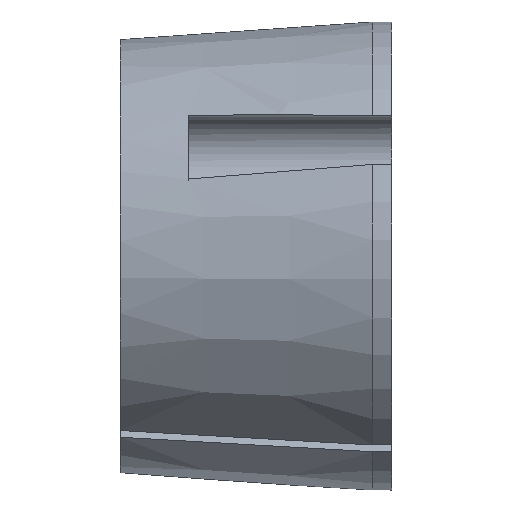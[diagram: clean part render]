
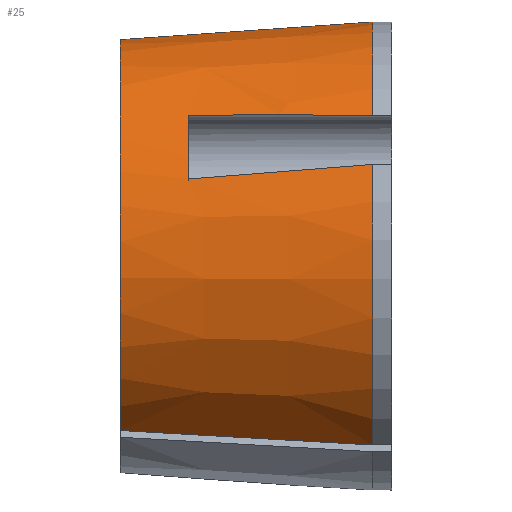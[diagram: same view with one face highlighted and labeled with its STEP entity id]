
A CAD part, front view. The second image highlights one B-rep face of the part: STEP entity #25.
In plain terms, the highlighted conical face has half-angle 4 degrees and reference radius 19.19 mm.
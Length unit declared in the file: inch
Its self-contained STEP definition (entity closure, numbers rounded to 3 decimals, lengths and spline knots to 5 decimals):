
#25 = ADVANCED_FACE ( 'NONE', ( #138 ), #93, .T. ) ;
#37 = CARTESIAN_POINT ( 'NONE',  ( -0.06125, -0.69489, 0.29649 ) ) ;
#42 = CIRCLE ( 'NONE', #104, 0.7555 ) ;
#65 = CARTESIAN_POINT ( 'NONE',  ( -0.06125, -0.60421, 0.45355 ) ) ;
#79 = CARTESIAN_POINT ( 'NONE',  ( -0.06125, 0., 0. ) ) ;
#83 = DIRECTION ( 'NONE',  ( 0., 0., 1. ) ) ;
#93 = CONICAL_SURFACE ( 'NONE', #616, 0.7555, 0.07 ) ;
#104 = AXIS2_PLACEMENT_3D ( 'NONE', #805, #733, #714 ) ;
#118 = CARTESIAN_POINT ( 'NONE',  ( -0.875, -0.41602, -0.56121 ) ) ;
#138 = FACE_OUTER_BOUND ( 'NONE', #430, .T. ) ;
#142 = CARTESIAN_POINT ( 'NONE',  ( -0.36126, -0.57504, 0.457 ) ) ;
#145 = B_SPLINE_CURVE_WITH_KNOTS ( 'NONE', 3,
 ( #869, #791, #259, #953, #470, #37 ),
 .UNSPECIFIED., .F., .F.,
 ( 4, 2, 4 ),
 ( 0., 0.00759, 0.01518 ),
 .UNSPECIFIED. ) ;
#147 = EDGE_CURVE ( 'NONE', #623, #905, #42, .T. ) ;
#152 = CARTESIAN_POINT ( 'NONE',  ( -0.875, 0., 0. ) ) ;
#158 = B_SPLINE_CURVE_WITH_KNOTS ( 'NONE', 3,
 ( #65, #293, #582, #142 ),
 .UNSPECIFIED., .F., .F.,
 ( 4, 4 ),
 ( 0., 0.00766 ),
 .UNSPECIFIED. ) ;
#171 = DIRECTION ( 'NONE',  ( 1., 0., 0. ) ) ;
#189 = CARTESIAN_POINT ( 'NONE',  ( -0.06125, 0., 0.7555 ) ) ;
#202 = CIRCLE ( 'NONE', #935, 0.7555 ) ;
#227 = DIRECTION ( 'NONE',  ( 0., 0., 1. ) ) ;
#259 = CARTESIAN_POINT ( 'NONE',  ( -0.45773, -0.67899, 0.26202 ) ) ;
#261 = DIRECTION ( 'NONE',  ( -1., 0., 0. ) ) ;
#288 = DIRECTION ( 'NONE',  ( 1., 0., 0. ) ) ;
#293 = CARTESIAN_POINT ( 'NONE',  ( -0.16115, -0.59356, 0.45611 ) ) ;
#325 = CARTESIAN_POINT ( 'NONE',  ( -0.36126, -0.57504, 0.457 ) ) ;
#331 = VERTEX_POINT ( 'NONE', #325 ) ;
#333 = CARTESIAN_POINT ( 'NONE',  ( -0.65625, -0.55047, 0.45456 ) ) ;
#354 = VECTOR ( 'NONE', #868, 39.37008 ) ;
#360 = CARTESIAN_POINT ( 'NONE',  ( -0.65625, -0.6689, 0.24944 ) ) ;
#365 = CARTESIAN_POINT ( 'NONE',  ( -0.65625, -0.55047, 0.45456 ) ) ;
#376 = ORIENTED_EDGE ( 'NONE', *, *, #938, .F. ) ;
#395 = EDGE_CURVE ( 'NONE', #891, #905, #145, .T. ) ;
#401 = B_SPLINE_CURVE_WITH_KNOTS ( 'NONE', 3,
 ( #431, #500, #826, #365 ),
 .UNSPECIFIED., .F., .F.,
 ( 4, 4 ),
 ( 0.00766, 0.01518 ),
 .UNSPECIFIED. ) ;
#408 = LINE ( 'NONE', #540, #354 ) ;
#409 = CARTESIAN_POINT ( 'NONE',  ( -0.3325, -0.43779, -0.5923 ) ) ;
#412 = ORIENTED_EDGE ( 'NONE', *, *, #647, .F. ) ;
#429 = B_SPLINE_CURVE_WITH_KNOTS ( 'NONE', 3,
 ( #958, #409, #548, #118 ),
 .UNSPECIFIED., .F., .F.,
 ( 4, 4 ),
 ( 0., 0.02072 ),
 .UNSPECIFIED. ) ;
#430 = EDGE_LOOP ( 'NONE', ( #804, #875, #376, #914, #847, #937, #412, #944, #542 ) ) ;
#431 = CARTESIAN_POINT ( 'NONE',  ( -0.36126, -0.57504, 0.457 ) ) ;
#432 = VERTEX_POINT ( 'NONE', #545 ) ;
#457 = CARTESIAN_POINT ( 'NONE',  ( -0.06125, -0.69489, 0.29649 ) ) ;
#466 = CIRCLE ( 'NONE', #550, 0.6986 ) ;
#470 = CARTESIAN_POINT ( 'NONE',  ( -0.16025, -0.69181, 0.28608 ) ) ;
#500 = CARTESIAN_POINT ( 'NONE',  ( -0.45955, -0.56626, 0.457 ) ) ;
#540 = CARTESIAN_POINT ( 'NONE',  ( -0.06125, 0., 0.7555 ) ) ;
#542 = ORIENTED_EDGE ( 'NONE', *, *, #906, .T. ) ;
#545 = CARTESIAN_POINT ( 'NONE',  ( -0.875, 0., 0.6986 ) ) ;
#548 = CARTESIAN_POINT ( 'NONE',  ( -0.60375, -0.42691, -0.57676 ) ) ;
#550 = AXIS2_PLACEMENT_3D ( 'NONE', #152, #672, #227 ) ;
#582 = CARTESIAN_POINT ( 'NONE',  ( -0.26118, -0.58398, 0.457 ) ) ;
#591 = EDGE_CURVE ( 'NONE', #942, #891, #728, .T. ) ;
#616 = AXIS2_PLACEMENT_3D ( 'NONE', #79, #171, #83 ) ;
#623 = VERTEX_POINT ( 'NONE', #904 ) ;
#647 = EDGE_CURVE ( 'NONE', #331, #942, #401, .T. ) ;
#650 = VERTEX_POINT ( 'NONE', #908 ) ;
#666 = EDGE_CURVE ( 'NONE', #865, #331, #158, .T. ) ;
#672 = DIRECTION ( 'NONE',  ( -1., 0., 0. ) ) ;
#692 = CARTESIAN_POINT ( 'NONE',  ( -0.06125, -0.60421, 0.45355 ) ) ;
#705 = CARTESIAN_POINT ( 'NONE',  ( -0.06125, 0., 0. ) ) ;
#714 = DIRECTION ( 'NONE',  ( 0., 0., 1. ) ) ;
#719 = EDGE_CURVE ( 'NONE', #650, #432, #466, .T. ) ;
#728 = CIRCLE ( 'NONE', #957, 0.71389 ) ;
#733 = DIRECTION ( 'NONE',  ( -1., 0., 0. ) ) ;
#740 = CARTESIAN_POINT ( 'NONE',  ( -0.65625, 0., 0. ) ) ;
#790 = DIRECTION ( 'NONE',  ( 0., 0., 1. ) ) ;
#791 = CARTESIAN_POINT ( 'NONE',  ( -0.55698, -0.6741, 0.25536 ) ) ;
#804 = ORIENTED_EDGE ( 'NONE', *, *, #910, .F. ) ;
#805 = CARTESIAN_POINT ( 'NONE',  ( -0.06125, 0., 0. ) ) ;
#823 = DIRECTION ( 'NONE',  ( 0., 0., 1. ) ) ;
#826 = CARTESIAN_POINT ( 'NONE',  ( -0.55788, -0.55812, 0.4561 ) ) ;
#847 = ORIENTED_EDGE ( 'NONE', *, *, #395, .F. ) ;
#865 = VERTEX_POINT ( 'NONE', #692 ) ;
#868 = DIRECTION ( 'NONE',  ( 0.998, 0., 0.07 ) ) ;
#869 = CARTESIAN_POINT ( 'NONE',  ( -0.65625, -0.6689, 0.24944 ) ) ;
#875 = ORIENTED_EDGE ( 'NONE', *, *, #719, .F. ) ;
#891 = VERTEX_POINT ( 'NONE', #360 ) ;
#904 = CARTESIAN_POINT ( 'NONE',  ( -0.06125, -0.44867, -0.60784 ) ) ;
#905 = VERTEX_POINT ( 'NONE', #457 ) ;
#906 = EDGE_CURVE ( 'NONE', #865, #967, #202, .T. ) ;
#908 = CARTESIAN_POINT ( 'NONE',  ( -0.875, -0.41602, -0.56121 ) ) ;
#910 = EDGE_CURVE ( 'NONE', #432, #967, #408, .T. ) ;
#914 = ORIENTED_EDGE ( 'NONE', *, *, #147, .T. ) ;
#935 = AXIS2_PLACEMENT_3D ( 'NONE', #705, #261, #790 ) ;
#937 = ORIENTED_EDGE ( 'NONE', *, *, #591, .F. ) ;
#938 = EDGE_CURVE ( 'NONE', #623, #650, #429, .T. ) ;
#942 = VERTEX_POINT ( 'NONE', #333 ) ;
#944 = ORIENTED_EDGE ( 'NONE', *, *, #666, .F. ) ;
#953 = CARTESIAN_POINT ( 'NONE',  ( -0.25936, -0.68784, 0.2774 ) ) ;
#957 = AXIS2_PLACEMENT_3D ( 'NONE', #740, #288, #823 ) ;
#958 = CARTESIAN_POINT ( 'NONE',  ( -0.06125, -0.44867, -0.60784 ) ) ;
#967 = VERTEX_POINT ( 'NONE', #189 ) ;
